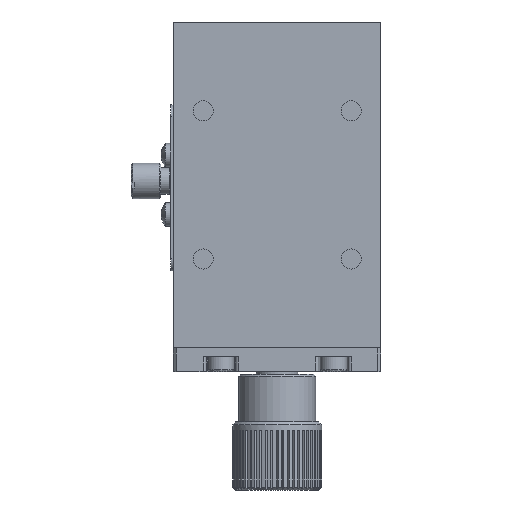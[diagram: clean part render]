
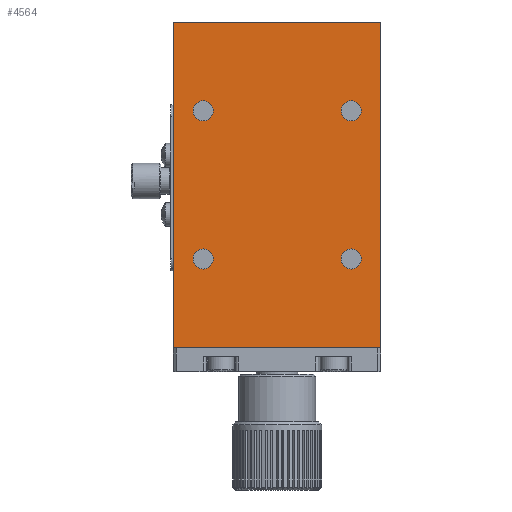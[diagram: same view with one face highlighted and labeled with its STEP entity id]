
A CAD part, front view. The second image highlights one B-rep face of the part: STEP entity #4564.
In plain terms, the highlighted planar face has unit normal (0, -1, 0).
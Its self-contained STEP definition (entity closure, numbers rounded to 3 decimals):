
#376 = VERTEX_POINT ( 'NONE', #452 ) ;
#452 = CARTESIAN_POINT ( 'NONE',  ( 12.5, 0., -38.3 ) ) ;
#465 = DIRECTION ( 'NONE',  ( 0., 0., 1. ) ) ;
#631 = FACE_OUTER_BOUND ( 'NONE', #6750, .T. ) ;
#702 = FACE_BOUND ( 'NONE', #5901, .T. ) ;
#937 = EDGE_CURVE ( 'NONE', #7116, #7116, #9374, .T. ) ;
#969 = DIRECTION ( 'NONE',  ( 0., 0., -1. ) ) ;
#1194 = VERTEX_POINT ( 'NONE', #5973 ) ;
#1217 = ORIENTED_EDGE ( 'NONE', *, *, #937, .F. ) ;
#1530 = ORIENTED_EDGE ( 'NONE', *, *, #15163, .F. ) ;
#1649 = DIRECTION ( 'NONE',  ( 0., 0., 1. ) ) ;
#2017 = DIRECTION ( 'NONE',  ( 0., 0., 1. ) ) ;
#2302 = DIRECTION ( 'NONE',  ( 0., 0., 1. ) ) ;
#2450 = CARTESIAN_POINT ( 'NONE',  ( 17.5, 0., 0. ) ) ;
#2464 = DIRECTION ( 'NONE',  ( 0., 0., 1. ) ) ;
#2720 = DIRECTION ( 'NONE',  ( 0., -1., 0. ) ) ;
#3236 = LINE ( 'NONE', #15551, #3281 ) ;
#3281 = VECTOR ( 'NONE', #2017, 1000. ) ;
#3893 = CARTESIAN_POINT ( 'NONE',  ( -17.5, 0., 0. ) ) ;
#4564 = ADVANCED_FACE ( 'NONE', ( #631, #9065, #12935, #702, #5641 ), #7921, .F. ) ;
#4684 = VERTEX_POINT ( 'NONE', #15835 ) ;
#4917 = EDGE_CURVE ( 'NONE', #1194, #1194, #7032, .T. ) ;
#5289 = CARTESIAN_POINT ( 'NONE',  ( 12.5, 0., -15. ) ) ;
#5573 = VERTEX_POINT ( 'NONE', #14094 ) ;
#5641 = FACE_BOUND ( 'NONE', #13075, .T. ) ;
#5901 = EDGE_LOOP ( 'NONE', ( #1217 ) ) ;
#5973 = CARTESIAN_POINT ( 'NONE',  ( -12.5, 0., -13.3 ) ) ;
#6109 = DIRECTION ( 'NONE',  ( 0., -1., 0. ) ) ;
#6443 = DIRECTION ( 'NONE',  ( 0., 0., 1. ) ) ;
#6529 = DIRECTION ( 'NONE',  ( 0., -1., 0. ) ) ;
#6750 = EDGE_LOOP ( 'NONE', ( #6907, #13221, #13476, #14316 ) ) ;
#6907 = ORIENTED_EDGE ( 'NONE', *, *, #9809, .F. ) ;
#6963 = CIRCLE ( 'NONE', #11618, 1.7 ) ;
#7032 = CIRCLE ( 'NONE', #12416, 1.7 ) ;
#7116 = VERTEX_POINT ( 'NONE', #8255 ) ;
#7246 = CARTESIAN_POINT ( 'NONE',  ( 17.5, 0., -55. ) ) ;
#7461 = VERTEX_POINT ( 'NONE', #3893 ) ;
#7582 = CARTESIAN_POINT ( 'NONE',  ( -12.5, 0., -15. ) ) ;
#7586 = EDGE_LOOP ( 'NONE', ( #8221 ) ) ;
#7832 = AXIS2_PLACEMENT_3D ( 'NONE', #10089, #6529, #6443 ) ;
#7845 = EDGE_LOOP ( 'NONE', ( #1530 ) ) ;
#7849 = DIRECTION ( 'NONE',  ( 0., 1., 0. ) ) ;
#7921 = PLANE ( 'NONE',  #14482 ) ;
#8157 = CARTESIAN_POINT ( 'NONE',  ( 17.5, 0., -55. ) ) ;
#8221 = ORIENTED_EDGE ( 'NONE', *, *, #12833, .F. ) ;
#8255 = CARTESIAN_POINT ( 'NONE',  ( -12.5, 0., -38.3 ) ) ;
#8701 = DIRECTION ( 'NONE',  ( -1., 0., 0. ) ) ;
#9065 = FACE_BOUND ( 'NONE', #7586, .T. ) ;
#9115 = EDGE_CURVE ( 'NONE', #4684, #5573, #9917, .T. ) ;
#9374 = CIRCLE ( 'NONE', #7832, 1.7 ) ;
#9486 = CARTESIAN_POINT ( 'NONE',  ( 17.5, 0., -55. ) ) ;
#9604 = VERTEX_POINT ( 'NONE', #14698 ) ;
#9809 = EDGE_CURVE ( 'NONE', #5573, #7461, #3236, .T. ) ;
#9917 = LINE ( 'NONE', #7246, #15171 ) ;
#10089 = CARTESIAN_POINT ( 'NONE',  ( -12.5, 0., -40. ) ) ;
#10263 = AXIS2_PLACEMENT_3D ( 'NONE', #5289, #12658, #1649 ) ;
#10764 = CIRCLE ( 'NONE', #10263, 1.7 ) ;
#10819 = LINE ( 'NONE', #14463, #14525 ) ;
#11455 = EDGE_CURVE ( 'NONE', #7461, #12081, #10819, .T. ) ;
#11618 = AXIS2_PLACEMENT_3D ( 'NONE', #13483, #6109, #2302 ) ;
#12067 = LINE ( 'NONE', #9486, #15959 ) ;
#12081 = VERTEX_POINT ( 'NONE', #2450 ) ;
#12416 = AXIS2_PLACEMENT_3D ( 'NONE', #7582, #2720, #2464 ) ;
#12658 = DIRECTION ( 'NONE',  ( 0., -1., 0. ) ) ;
#12833 = EDGE_CURVE ( 'NONE', #9604, #9604, #10764, .T. ) ;
#12935 = FACE_BOUND ( 'NONE', #7845, .T. ) ;
#13024 = DIRECTION ( 'NONE',  ( 1., 0., 0. ) ) ;
#13075 = EDGE_LOOP ( 'NONE', ( #14418 ) ) ;
#13134 = EDGE_CURVE ( 'NONE', #12081, #4684, #12067, .T. ) ;
#13221 = ORIENTED_EDGE ( 'NONE', *, *, #9115, .F. ) ;
#13476 = ORIENTED_EDGE ( 'NONE', *, *, #13134, .F. ) ;
#13483 = CARTESIAN_POINT ( 'NONE',  ( 12.5, 0., -40. ) ) ;
#14094 = CARTESIAN_POINT ( 'NONE',  ( -17.5, 0., -55. ) ) ;
#14316 = ORIENTED_EDGE ( 'NONE', *, *, #11455, .F. ) ;
#14418 = ORIENTED_EDGE ( 'NONE', *, *, #4917, .F. ) ;
#14463 = CARTESIAN_POINT ( 'NONE',  ( 17.5, 0., 0. ) ) ;
#14482 = AXIS2_PLACEMENT_3D ( 'NONE', #8157, #7849, #465 ) ;
#14525 = VECTOR ( 'NONE', #13024, 1000. ) ;
#14698 = CARTESIAN_POINT ( 'NONE',  ( 12.5, 0., -13.3 ) ) ;
#15163 = EDGE_CURVE ( 'NONE', #376, #376, #6963, .T. ) ;
#15171 = VECTOR ( 'NONE', #8701, 1000. ) ;
#15551 = CARTESIAN_POINT ( 'NONE',  ( -17.5, 0., -55. ) ) ;
#15835 = CARTESIAN_POINT ( 'NONE',  ( 17.5, 0., -55. ) ) ;
#15959 = VECTOR ( 'NONE', #969, 1000. ) ;
